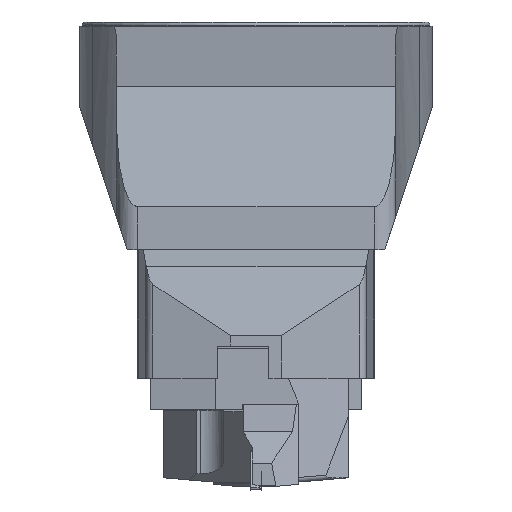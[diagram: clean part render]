
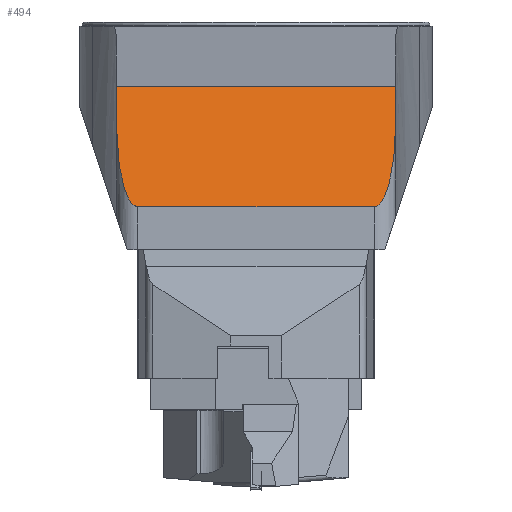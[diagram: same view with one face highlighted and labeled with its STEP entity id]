
A CAD part, left-side view. The second image highlights one B-rep face of the part: STEP entity #494.
In plain terms, the highlighted planar face has unit normal (-0.966, 0, 0.259).
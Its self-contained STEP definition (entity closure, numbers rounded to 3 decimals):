
#283=ELLIPSE('',#3602,38.637,10.);
#284=ELLIPSE('',#3603,38.637,10.);
#334=FACE_OUTER_BOUND('',#933,.T.);
#494=ADVANCED_FACE('',(#334),#674,.F.);
#674=PLANE('',#3604);
#933=EDGE_LOOP('',(#1197,#1198,#1199,#1200,#1201,#1202));
#1197=ORIENTED_EDGE('',*,*,#2367,.T.);
#1198=ORIENTED_EDGE('',*,*,#2368,.T.);
#1199=ORIENTED_EDGE('',*,*,#2361,.F.);
#1200=ORIENTED_EDGE('',*,*,#2369,.T.);
#1201=ORIENTED_EDGE('',*,*,#2370,.T.);
#1202=ORIENTED_EDGE('',*,*,#2371,.T.);
#2055=VERTEX_POINT('',#4970);
#2056=VERTEX_POINT('',#4971);
#2059=VERTEX_POINT('',#4982);
#2060=VERTEX_POINT('',#4983);
#2061=VERTEX_POINT('',#4986);
#2062=VERTEX_POINT('',#4988);
#2361=EDGE_CURVE('',#2055,#2056,#2785,.T.);
#2367=EDGE_CURVE('',#2059,#2060,#2791,.T.);
#2368=EDGE_CURVE('',#2060,#2056,#283,.T.);
#2369=EDGE_CURVE('',#2055,#2061,#284,.T.);
#2370=EDGE_CURVE('',#2061,#2062,#2792,.T.);
#2371=EDGE_CURVE('',#2062,#2059,#2793,.T.);
#2785=LINE('',#4969,#3113);
#2791=LINE('',#4981,#3119);
#2792=LINE('',#4987,#3120);
#2793=LINE('',#4989,#3121);
#3113=VECTOR('',#3982,1.);
#3119=VECTOR('',#3992,1.);
#3120=VECTOR('',#3997,1.);
#3121=VECTOR('',#3998,1.);
#3602=AXIS2_PLACEMENT_3D('',#4984,#3993,#3994);
#3603=AXIS2_PLACEMENT_3D('',#4985,#3995,#3996);
#3604=AXIS2_PLACEMENT_3D('',#4990,#3999,#4000);
#3982=DIRECTION('',(0.,1.,0.));
#3992=DIRECTION('',(-0.259,0.,-0.966));
#3993=DIRECTION('',(-0.966,0.,0.259));
#3994=DIRECTION('',(-0.259,0.,-0.966));
#3995=DIRECTION('',(-0.966,0.,0.259));
#3996=DIRECTION('',(0.259,0.,0.966));
#3997=DIRECTION('',(0.259,0.,0.966));
#3998=DIRECTION('',(0.,1.,0.));
#3999=DIRECTION('',(0.966,0.,-0.259));
#4000=DIRECTION('',(0.259,0.,0.966));
#4969=CARTESIAN_POINT('',(-355.,-355.,-86.));
#4970=CARTESIAN_POINT('',(-355.,-55.,-86.));
#4971=CARTESIAN_POINT('',(-355.,55.,-86.));
#4981=CARTESIAN_POINT('',(-339.995,65.,-30.));
#4982=CARTESIAN_POINT('',(-339.995,65.,-30.));
#4983=CARTESIAN_POINT('',(-345.,65.,-48.679));
#4984=CARTESIAN_POINT('',(-345.,55.,-48.679));
#4985=CARTESIAN_POINT('',(-345.,-55.,-48.679));
#4986=CARTESIAN_POINT('',(-345.,-65.,-48.679));
#4987=CARTESIAN_POINT('',(-339.995,-65.,-30.));
#4988=CARTESIAN_POINT('',(-339.995,-65.,-30.));
#4989=CARTESIAN_POINT('',(-339.995,-355.,-30.));
#4990=CARTESIAN_POINT('',(-339.995,-355.,-30.));
